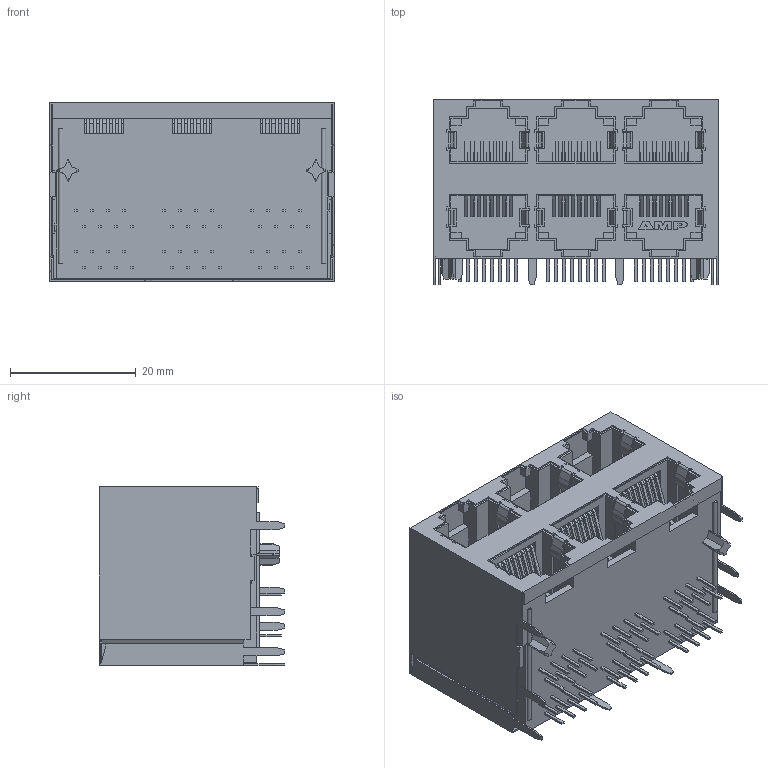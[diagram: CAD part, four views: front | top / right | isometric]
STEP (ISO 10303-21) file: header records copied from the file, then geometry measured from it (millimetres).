
FILE_DESCRIPTION((''),'2;1');
FILE_NAME('C-5569256-1','2009-02-27T',('workeradm'),('Tyco Electronics Corporation'),'PRO/ENGINEER BY PARAMETRIC TECHNOLOGY CORPORATION, 2005450','PRO/ENGINEER BY PARAMETRIC TECHNOLOGY CORPORATION, 2005450','');
FILE_SCHEMA(('CONFIG_CONTROL_DESIGN', 'GEOMETRIC_VALIDATION_PROPERTIES_MIM'));
Length unit declared in the file: millimetre
Products named in the file (1): C-5569256-1
Bounding box: 45.21 x 29.47 x 28.45 mm (x, y, z)
Volume: 24295.3 mm3; surface area: 17415 mm2
Topology: 1 solids, 1 shells, 1589 faces, 4484 edges, 2904 vertices
Faces by surface type: plane 1425, cylinder 162, extrusion 2
Entity records: 50709 total; most frequent: CARTESIAN_POINT 9145, ORIENTED_EDGE 8968, DIRECTION 7956, EDGE_CURVE 4484, VECTOR 4156, LINE 4154, VERTEX_POINT 2904, AXIS2_PLACEMENT_3D 1900
